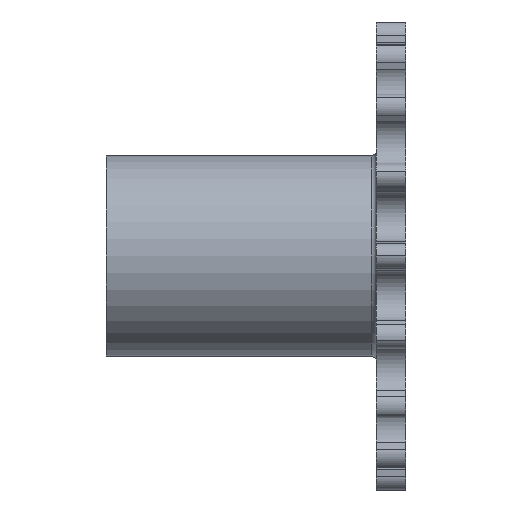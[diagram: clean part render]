
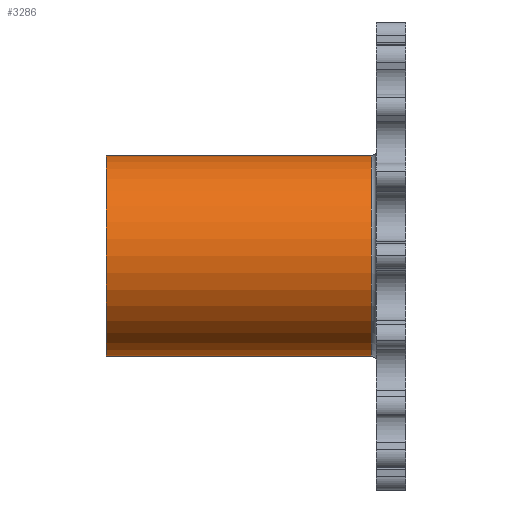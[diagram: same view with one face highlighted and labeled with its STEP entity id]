
A CAD part, left-side view. The second image highlights one B-rep face of the part: STEP entity #3286.
In plain terms, the highlighted cylindrical face has radius 20 mm (diameter 40 mm), a partial arc.
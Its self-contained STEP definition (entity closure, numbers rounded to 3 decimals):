
#106 = ORIENTED_EDGE ( 'NONE', *, *, #2705, .T. ) ;
#156 = CIRCLE ( 'NONE', #2086, 20. ) ;
#187 = VERTEX_POINT ( 'NONE', #605 ) ;
#349 = VECTOR ( 'NONE', #1700, 1000. ) ;
#400 = DIRECTION ( 'NONE',  ( 0., 0., 1. ) ) ;
#413 = VECTOR ( 'NONE', #1362, 1000. ) ;
#546 = AXIS2_PLACEMENT_3D ( 'NONE', #2601, #2349, #836 ) ;
#605 = CARTESIAN_POINT ( 'NONE',  ( 0., 59.6, 20. ) ) ;
#623 = EDGE_LOOP ( 'NONE', ( #2783, #3134, #106, #2360 ) ) ;
#664 = AXIS2_PLACEMENT_3D ( 'NONE', #2439, #3622, #1529 ) ;
#799 = VERTEX_POINT ( 'NONE', #3380 ) ;
#831 = CARTESIAN_POINT ( 'NONE',  ( 0., 59.6, 20. ) ) ;
#836 = DIRECTION ( 'NONE',  ( 0., 0., -1. ) ) ;
#1082 = CARTESIAN_POINT ( 'NONE',  ( 0., 6.8, -20. ) ) ;
#1362 = DIRECTION ( 'NONE',  ( 0., -1., 0. ) ) ;
#1529 = DIRECTION ( 'NONE',  ( 0., 0., 1. ) ) ;
#1664 = VERTEX_POINT ( 'NONE', #1082 ) ;
#1700 = DIRECTION ( 'NONE',  ( 0., -1., 0. ) ) ;
#1804 = DIRECTION ( 'NONE',  ( 0., 1., 0. ) ) ;
#2086 = AXIS2_PLACEMENT_3D ( 'NONE', #3612, #1804, #400 ) ;
#2292 = CYLINDRICAL_SURFACE ( 'NONE', #546, 20. ) ;
#2349 = DIRECTION ( 'NONE',  ( 0., -1., 0. ) ) ;
#2360 = ORIENTED_EDGE ( 'NONE', *, *, #3519, .T. ) ;
#2439 = CARTESIAN_POINT ( 'NONE',  ( 0., 6.8, 0. ) ) ;
#2523 = CARTESIAN_POINT ( 'NONE',  ( 0., 59.6, -20. ) ) ;
#2601 = CARTESIAN_POINT ( 'NONE',  ( 0., 59.6, 0. ) ) ;
#2642 = CIRCLE ( 'NONE', #664, 20. ) ;
#2643 = CARTESIAN_POINT ( 'NONE',  ( 0., 59.6, -20. ) ) ;
#2693 = EDGE_CURVE ( 'NONE', #2916, #187, #156, .T. ) ;
#2705 = EDGE_CURVE ( 'NONE', #2916, #1664, #3131, .T. ) ;
#2783 = ORIENTED_EDGE ( 'NONE', *, *, #3705, .F. ) ;
#2916 = VERTEX_POINT ( 'NONE', #2643 ) ;
#3131 = LINE ( 'NONE', #2523, #413 ) ;
#3134 = ORIENTED_EDGE ( 'NONE', *, *, #2693, .F. ) ;
#3204 = FACE_OUTER_BOUND ( 'NONE', #623, .T. ) ;
#3286 = ADVANCED_FACE ( 'NONE', ( #3204 ), #2292, .T. ) ;
#3380 = CARTESIAN_POINT ( 'NONE',  ( 0., 6.8, 20. ) ) ;
#3485 = LINE ( 'NONE', #831, #349 ) ;
#3519 = EDGE_CURVE ( 'NONE', #1664, #799, #2642, .T. ) ;
#3612 = CARTESIAN_POINT ( 'NONE',  ( 0., 59.6, 0. ) ) ;
#3622 = DIRECTION ( 'NONE',  ( 0., 1., 0. ) ) ;
#3705 = EDGE_CURVE ( 'NONE', #187, #799, #3485, .T. ) ;
